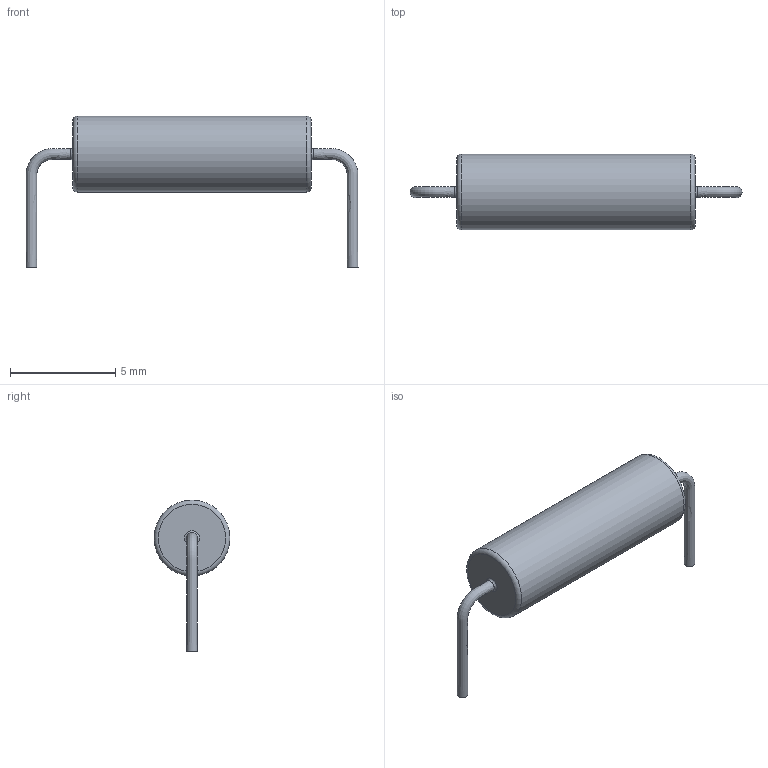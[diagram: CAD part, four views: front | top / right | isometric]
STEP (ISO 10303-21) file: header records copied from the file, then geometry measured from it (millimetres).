
FILE_DESCRIPTION(/* description */ (''),/* implementation_level */ '2;1');
FILE_NAME(/* name */ 'RES_OHMITE_91.stp',/* time_stamp */ '2017-06-29T11:23:36+02:00',/* author */ ('riccim'),/* organization */ (''),/* preprocessor_version */ 'ST-DEVELOPER v16.5',/* originating_system */ 'AutoCAD Mechanical',/* authorisation */ '');
FILE_SCHEMA (('AUTOMOTIVE_DESIGN { 1 0 10303 214 3 1 1 }'));
Length unit declared in the file: millimetre
Products named in the file (1): Product
Bounding box: 15.75 x 3.6 x 7.2 mm (x, y, z)
Volume: 117.7 mm3; surface area: 169.5 mm2
Topology: 3 solids, 3 shells, 15 faces, 19 edges, 12 vertices
Faces by surface type: plane 8, torus 4, bspline 2, cylinder 1
Full cylindrical faces by diameter (mm): 3.6 x1
Entity records: 1187 total; most frequent: CARTESIAN_POINT 918, DIRECTION 52, ORIENTED_EDGE 28, AXIS2_PLACEMENT_3D 26, EDGE_LOOP 22, FACE_OUTER_BOUND 15, ADVANCED_FACE 15, EDGE_CURVE 14
